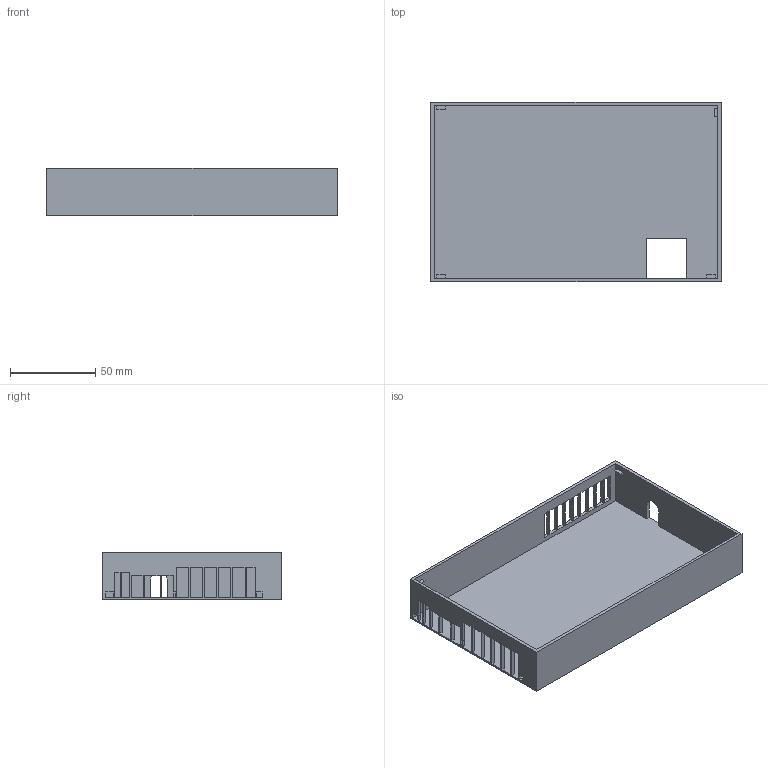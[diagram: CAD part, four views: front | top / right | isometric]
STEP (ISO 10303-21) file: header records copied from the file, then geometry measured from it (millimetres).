
FILE_DESCRIPTION(/* description */ (''),/* implementation_level */ '2;1');
FILE_NAME(/* name */ 'f2b173fc-f4ce-4d94-8ee2-df745c92b6d8.stp',/* time_stamp */ '2017-01-14T20:37:21+01:00',/* author */ (''),/* organization */ (''),/* preprocessor_version */ 'ST-DEVELOPER v16.5',/* originating_system */ 'Autodesk Translation Framework v5.2.0.2920',/* authorisation */ '');
FILE_SCHEMA (('AUTOMOTIVE_DESIGN { 1 0 10303 214 3 1 1 }'));
Length unit declared in the file: millimetre
Products named in the file (1): box
Bounding box: 170 x 105 x 28 mm (x, y, z)
Volume: 45503.4 mm3; surface area: 62123.6 mm2
Topology: 1 solids, 1 shells, 112 faces, 363 edges, 242 vertices
Faces by surface type: plane 111, cylinder 1
Entity records: 4031 total; most frequent: ORIENTED_EDGE 726, CARTESIAN_POINT 718, DIRECTION 591, EDGE_CURVE 363, LINE 361, VECTOR 361, VERTEX_POINT 242, EDGE_LOOP 151
